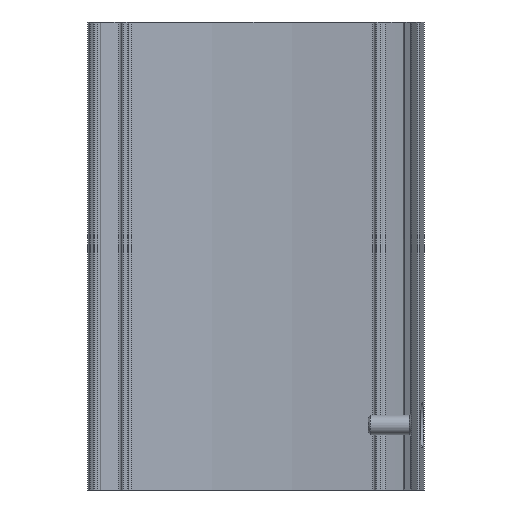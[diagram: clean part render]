
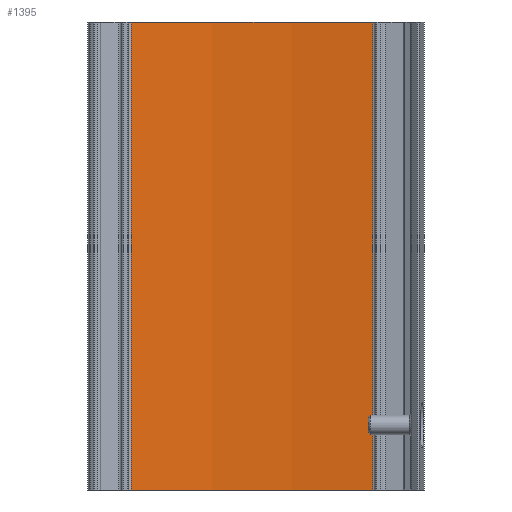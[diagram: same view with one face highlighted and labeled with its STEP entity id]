
A CAD part, front view. The second image highlights one B-rep face of the part: STEP entity #1395.
In plain terms, the highlighted cylindrical face has radius 149.3 mm (diameter 298.6 mm), a partial arc.
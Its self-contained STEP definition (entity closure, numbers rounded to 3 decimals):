
#110=CIRCLE('',#1536,149.3);
#111=CIRCLE('',#1537,149.3);
#205=LINE('',#2269,#322);
#206=LINE('',#2275,#323);
#322=VECTOR('',#1809,1000.);
#323=VECTOR('',#1816,1000.);
#507=ORIENTED_EDGE('',*,*,#891,.T.);
#508=ORIENTED_EDGE('',*,*,#890,.F.);
#509=ORIENTED_EDGE('',*,*,#892,.F.);
#510=ORIENTED_EDGE('',*,*,#893,.T.);
#890=EDGE_CURVE('',#1068,#1067,#205,.T.);
#891=EDGE_CURVE('',#1069,#1067,#110,.T.);
#892=EDGE_CURVE('',#1070,#1068,#111,.T.);
#893=EDGE_CURVE('',#1070,#1069,#206,.T.);
#1067=VERTEX_POINT('',#2266);
#1068=VERTEX_POINT('',#2268);
#1069=VERTEX_POINT('',#2272);
#1070=VERTEX_POINT('',#2274);
#1185=EDGE_LOOP('',(#507,#508,#509,#510));
#1273=FACE_BOUND('',#1185,.T.);
#1349=CYLINDRICAL_SURFACE('',#1535,149.3);
#1395=ADVANCED_FACE('',(#1273),#1349,.F.);
#1535=AXIS2_PLACEMENT_3D('',#2270,#1810,#1811);
#1536=AXIS2_PLACEMENT_3D('',#2271,#1812,#1813);
#1537=AXIS2_PLACEMENT_3D('',#2273,#1814,#1815);
#1809=DIRECTION('',(0.,0.,1.));
#1810=DIRECTION('',(0.,0.,1.));
#1811=DIRECTION('',(1.,0.,0.));
#1812=DIRECTION('',(0.,0.,1.));
#1813=DIRECTION('',(1.,0.,0.));
#1814=DIRECTION('',(0.,0.,1.));
#1815=DIRECTION('',(1.,0.,0.));
#1816=DIRECTION('',(0.,0.,1.));
#2266=CARTESIAN_POINT('',(-18.562,10.942,0.));
#2268=CARTESIAN_POINT('',(-18.562,10.942,-72.));
#2269=CARTESIAN_POINT('',(-18.562,10.942,-72.));
#2270=CARTESIAN_POINT('',(0.,-137.2,-72.));
#2271=CARTESIAN_POINT('',(0.,-137.2,0.));
#2272=CARTESIAN_POINT('',(18.562,10.942,0.));
#2273=CARTESIAN_POINT('',(0.,-137.2,-72.));
#2274=CARTESIAN_POINT('',(18.562,10.942,-72.));
#2275=CARTESIAN_POINT('',(18.562,10.942,-72.));
